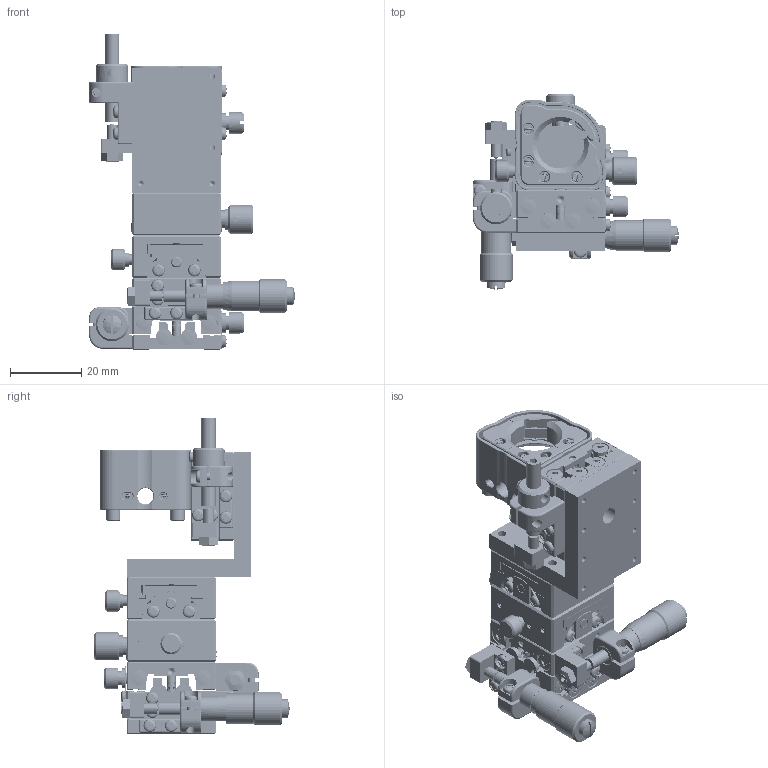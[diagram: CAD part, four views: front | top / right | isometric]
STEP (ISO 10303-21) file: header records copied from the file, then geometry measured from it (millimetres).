
FILE_DESCRIPTION(/* description */ (''),/* implementation_level */ '2;1');
FILE_NAME(/* name */ 'Mirror Holder Stack Assembly.stp',/* time_stamp */ '2023-03-30T15:43:54-07:00',/* author */ ('sean'),/* organization */ (''),/* preprocessor_version */ 'ST-DEVELOPER v18.1',/* originating_system */ 'Autodesk Inventor 2022',/* authorisation */ '');
FILE_SCHEMA (('AUTOMOTIVE_DESIGN { 1 0 10303 214 3 1 1 }'));
Products named in the file (9): Mirror Holder Stack Assembly; TSD-251SFP; TSD-251SFP-C1-S07; TSD-251SFP-C1-S08; 92290A139_Super-Corrosion-Resistant 316 Stainless Steel Socket Head S
crew; LBR-2535; GOH-25A18; TSD-252S; MHX-12.7F
Assembly tree (9 placements, depth 3):
  Mirror Holder Stack Assembly
    TSD-251SFP
      TSD-251SFP-C1-S07
      TSD-251SFP-C1-S08
    92290A139_Super-Corrosion-Resistant 316 Stainless Steel Socket Head S
crew
    GOH-25A18  x2
    LBR-2535
    TSD-252S
    MHX-12.7F
Bounding box: 57.69 x 54.69 x 88.3 mm (x, y, z)
Volume: 49673.3 mm3; surface area: 46789.8 mm2
Topology: 19 solids, 85 shells, 3825 faces, 9609 edges, 6162 vertices
Faces by surface type: plane 1921, cylinder 1210, cone 371, torus 137, bspline 109, sphere 77
Full cylindrical faces by diameter (mm): 0.4 x8, 1 x3, 1.5 x9, 1.567 x115, 1.57 x1, 1.6 x5, 1.713 x2, 1.8 x57, 2 x80, 2.1 x6, 2.2 x36, 2.3 x6, 2.4 x26, 2.459 x5, 2.5 x34, 3 x32, 3.091 x7, 3.1 x7, 3.242 x2, 3.3 x2, 3.5 x4, 4 x36, 4.5 x30, 4.917 x1, 5 x9, 5.2 x4, 5.5 x6, 5.7 x3, 5.8 x2, 6 x11
Entity records: 123797 total; most frequent: CARTESIAN_POINT 39155, DIRECTION 17815, ORIENTED_EDGE 17340, EDGE_CURVE 8670, AXIS2_PLACEMENT_3D 6758, VERTEX_POINT 5604, LINE 4299, VECTOR 4299
